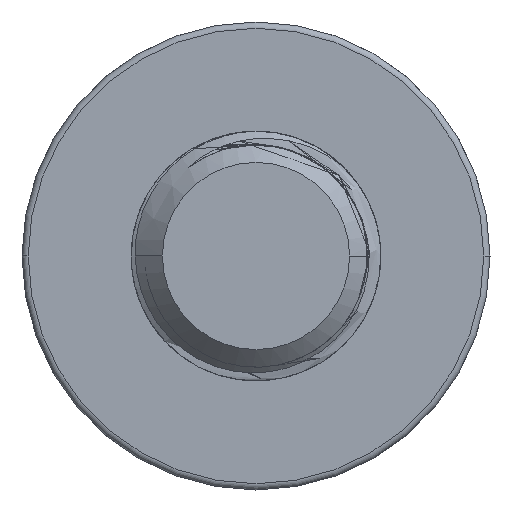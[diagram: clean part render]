
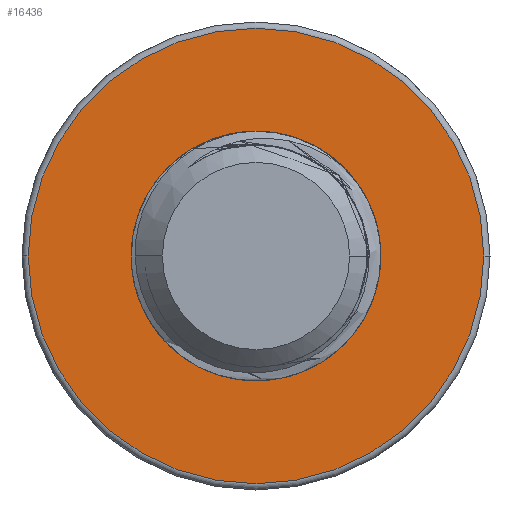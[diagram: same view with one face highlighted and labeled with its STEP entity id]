
A CAD part, left-side view. The second image highlights one B-rep face of the part: STEP entity #16436.
In plain terms, the highlighted planar face has unit normal (-1, 0, 0).
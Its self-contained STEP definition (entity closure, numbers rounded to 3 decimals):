
#74 = CARTESIAN_POINT ( 'NONE',  ( 14.993, -2.862, -2.868 ) ) ;
#458 = CARTESIAN_POINT ( 'NONE',  ( 14.993, -0.064, 0. ) ) ;
#651 = CARTESIAN_POINT ( 'NONE',  ( 14.993, 2.195, -3.309 ) ) ;
#1026 = CARTESIAN_POINT ( 'NONE',  ( 14.993, 3.936, 0. ) ) ;
#1264 = CARTESIAN_POINT ( 'NONE',  ( 14.993, 1.406, 3.727 ) ) ;
#1355 = CARTESIAN_POINT ( 'NONE',  ( 14.993, 1.82, 3.535 ) ) ;
#1578 = AXIS2_PLACEMENT_3D ( 'NONE', #4986, #3593, #3329 ) ;
#1991 = EDGE_CURVE ( 'NONE', #8803, #12363, #3372, .T. ) ;
#2026 = CARTESIAN_POINT ( 'NONE',  ( 14.993, 2.725, -2.876 ) ) ;
#2211 = CARTESIAN_POINT ( 'NONE',  ( 14.993, -1.522, -3.732 ) ) ;
#2298 = CARTESIAN_POINT ( 'NONE',  ( 14.993, -2.692, -3.024 ) ) ;
#2302 = VERTEX_POINT ( 'NONE', #6740 ) ;
#2394 = CARTESIAN_POINT ( 'NONE',  ( 14.993, 3.323, -2.177 ) ) ;
#2569 = CARTESIAN_POINT ( 'NONE',  ( 14.993, -3.311, -2.348 ) ) ;
#2652 = B_SPLINE_CURVE_WITH_KNOTS ( 'NONE', 3,
 ( #10507, #17652, #12359, #6567, #2394, #3686, #2026, #7698, #651, #12170, #9381, #12264, #6300, #4899, #3595, #16255, #3508, #14873, #14965, #2211, #17918, #6474, #15052, #2298, #74, #7025, #2569, #6933, #18190, #14024, #12725, #14114, #5443, #18373, #16888, #15408, #8252, #7123, #2937, #4042, #9834, #15593, #16984, #2661, #2847, #5350, #12819, #11146, #13931, #9742, #11054, #15683, #11411, #12452, #8533, #5622, #1264, #1355, #2755, #8346, #14208, #18096 ),
 .UNSPECIFIED., .F., .F.,
 ( 4, 2, 2, 2, 2, 2, 2, 2, 2, 2, 2, 2, 2, 2, 2, 2, 2, 2, 2, 2, 2, 2, 2, 2, 2, 2, 2, 2, 2, 2, 4 ),
 ( 0., 0.001, 0.003, 0.003, 0.004, 0.005, 0.005, 0.006, 0.007, 0.008, 0.008, 0.009, 0.01, 0.01, 0.011, 0.012, 0.012, 0.013, 0.014, 0.014, 0.015, 0.016, 0.016, 0.017, 0.018, 0.018, 0.019, 0.02, 0.02, 0.021, 0.022 ),
 .UNSPECIFIED. ) ;
#2661 = CARTESIAN_POINT ( 'NONE',  ( 14.993, -2.68, 3.035 ) ) ;
#2755 = CARTESIAN_POINT ( 'NONE',  ( 14.993, 2.018, 3.423 ) ) ;
#2847 = CARTESIAN_POINT ( 'NONE',  ( 14.993, -2.5, 3.181 ) ) ;
#2937 = CARTESIAN_POINT ( 'NONE',  ( 14.993, -3.751, 1.57 ) ) ;
#3329 = DIRECTION ( 'NONE',  ( 0., -1., 0. ) ) ;
#3372 = CIRCLE ( 'NONE', #17915, 7.3 ) ;
#3508 = CARTESIAN_POINT ( 'NONE',  ( 14.993, -0.412, -3.991 ) ) ;
#3593 = DIRECTION ( 'NONE',  ( -1., 0., 0. ) ) ;
#3595 = CARTESIAN_POINT ( 'NONE',  ( 14.993, 0.273, -3.992 ) ) ;
#3686 = CARTESIAN_POINT ( 'NONE',  ( 14.993, 2.885, -2.712 ) ) ;
#4004 = EDGE_CURVE ( 'NONE', #12363, #8803, #7135, .T. ) ;
#4042 = CARTESIAN_POINT ( 'NONE',  ( 14.993, -3.548, 1.979 ) ) ;
#4246 = DIRECTION ( 'NONE',  ( -1., 0., 0. ) ) ;
#4658 = VERTEX_POINT ( 'NONE', #6192 ) ;
#4899 = CARTESIAN_POINT ( 'NONE',  ( 14.993, 0.5, -3.967 ) ) ;
#4986 = CARTESIAN_POINT ( 'NONE',  ( 14.993, -0.064, 0. ) ) ;
#5350 = CARTESIAN_POINT ( 'NONE',  ( 14.993, -2.121, 3.438 ) ) ;
#5443 = CARTESIAN_POINT ( 'NONE',  ( 14.993, -4.046, -0.446 ) ) ;
#5622 = CARTESIAN_POINT ( 'NONE',  ( 14.993, 1.187, 3.806 ) ) ;
#5662 = DIRECTION ( 'NONE',  ( -1., 0., 0. ) ) ;
#5853 = CARTESIAN_POINT ( 'NONE',  ( 14.993, -0.064, 0. ) ) ;
#6192 = CARTESIAN_POINT ( 'NONE',  ( 14.993, 3.936, 0. ) ) ;
#6300 = CARTESIAN_POINT ( 'NONE',  ( 14.993, 0.951, -3.876 ) ) ;
#6474 = CARTESIAN_POINT ( 'NONE',  ( 14.993, -2.141, -3.427 ) ) ;
#6499 = FACE_BOUND ( 'NONE', #12831, .T. ) ;
#6567 = CARTESIAN_POINT ( 'NONE',  ( 14.993, 3.547, -1.78 ) ) ;
#6740 = CARTESIAN_POINT ( 'NONE',  ( 14.993, 2.738, 2.854 ) ) ;
#6910 = EDGE_CURVE ( 'NONE', #2302, #4658, #14650, .T. ) ;
#6933 = CARTESIAN_POINT ( 'NONE',  ( 14.993, -3.556, -1.965 ) ) ;
#7025 = CARTESIAN_POINT ( 'NONE',  ( 14.993, -3.172, -2.529 ) ) ;
#7113 = ORIENTED_EDGE ( 'NONE', *, *, #17080, .F. ) ;
#7123 = CARTESIAN_POINT ( 'NONE',  ( 14.993, -3.834, 1.358 ) ) ;
#7135 = CIRCLE ( 'NONE', #16337, 7.3 ) ;
#7698 = CARTESIAN_POINT ( 'NONE',  ( 14.993, 2.381, -3.174 ) ) ;
#8252 = CARTESIAN_POINT ( 'NONE',  ( 14.993, -3.964, 0.919 ) ) ;
#8346 = CARTESIAN_POINT ( 'NONE',  ( 14.993, 2.394, 3.163 ) ) ;
#8533 = CARTESIAN_POINT ( 'NONE',  ( 14.993, 0.746, 3.924 ) ) ;
#8577 = CARTESIAN_POINT ( 'NONE',  ( 14.993, -7.364, 0. ) ) ;
#8803 = VERTEX_POINT ( 'NONE', #8577 ) ;
#8822 = EDGE_LOOP ( 'NONE', ( #14993, #16492 ) ) ;
#9314 = DIRECTION ( 'NONE',  ( 1., 0., 0. ) ) ;
#9381 = CARTESIAN_POINT ( 'NONE',  ( 14.993, 1.596, -3.646 ) ) ;
#9742 = CARTESIAN_POINT ( 'NONE',  ( 14.993, -0.845, 3.93 ) ) ;
#9834 = CARTESIAN_POINT ( 'NONE',  ( 14.993, -3.428, 2.177 ) ) ;
#10124 = ORIENTED_EDGE ( 'NONE', *, *, #6910, .F. ) ;
#10370 = AXIS2_PLACEMENT_3D ( 'NONE', #1026, #9314, #13410 ) ;
#10507 = CARTESIAN_POINT ( 'NONE',  ( 14.993, 3.936, 0. ) ) ;
#11054 = CARTESIAN_POINT ( 'NONE',  ( 14.993, -0.621, 3.968 ) ) ;
#11146 = CARTESIAN_POINT ( 'NONE',  ( 14.993, -1.507, 3.738 ) ) ;
#11411 = CARTESIAN_POINT ( 'NONE',  ( 14.993, 0.067, 4.004 ) ) ;
#12170 = CARTESIAN_POINT ( 'NONE',  ( 14.993, 1.801, -3.546 ) ) ;
#12264 = CARTESIAN_POINT ( 'NONE',  ( 14.993, 1.171, -3.811 ) ) ;
#12359 = CARTESIAN_POINT ( 'NONE',  ( 14.993, 3.858, -0.911 ) ) ;
#12363 = VERTEX_POINT ( 'NONE', #14682 ) ;
#12452 = CARTESIAN_POINT ( 'NONE',  ( 14.993, 0.522, 3.963 ) ) ;
#12725 = CARTESIAN_POINT ( 'NONE',  ( 14.993, -3.911, -1.12 ) ) ;
#12819 = CARTESIAN_POINT ( 'NONE',  ( 14.993, -1.923, 3.55 ) ) ;
#12831 = EDGE_LOOP ( 'NONE', ( #10124, #7113 ) ) ;
#13410 = DIRECTION ( 'NONE',  ( 0., 1., 0. ) ) ;
#13776 = PLANE ( 'NONE',  #10370 ) ;
#13931 = CARTESIAN_POINT ( 'NONE',  ( 14.993, -1.288, 3.815 ) ) ;
#14024 = CARTESIAN_POINT ( 'NONE',  ( 14.993, -3.841, -1.337 ) ) ;
#14114 = CARTESIAN_POINT ( 'NONE',  ( 14.993, -4.013, -0.676 ) ) ;
#14208 = CARTESIAN_POINT ( 'NONE',  ( 14.993, 2.573, 3.016 ) ) ;
#14650 = CIRCLE ( 'NONE', #1578, 4. ) ;
#14682 = CARTESIAN_POINT ( 'NONE',  ( 14.993, 7.236, 0. ) ) ;
#14873 = CARTESIAN_POINT ( 'NONE',  ( 14.993, -0.867, -3.925 ) ) ;
#14965 = CARTESIAN_POINT ( 'NONE',  ( 14.993, -1.089, -3.873 ) ) ;
#14993 = ORIENTED_EDGE ( 'NONE', *, *, #1991, .T. ) ;
#15052 = CARTESIAN_POINT ( 'NONE',  ( 14.993, -2.332, -3.303 ) ) ;
#15408 = CARTESIAN_POINT ( 'NONE',  ( 14.993, -4.011, 0.692 ) ) ;
#15593 = CARTESIAN_POINT ( 'NONE',  ( 14.993, -3.158, 2.546 ) ) ;
#15610 = DIRECTION ( 'NONE',  ( 0., -1., 0. ) ) ;
#15683 = CARTESIAN_POINT ( 'NONE',  ( 14.993, -0.166, 4.005 ) ) ;
#16255 = CARTESIAN_POINT ( 'NONE',  ( 14.993, -0.182, -4.005 ) ) ;
#16337 = AXIS2_PLACEMENT_3D ( 'NONE', #5853, #5662, #16838 ) ;
#16436 = ADVANCED_FACE ( 'NONE', ( #6499, #16459 ), #13776, .F. ) ;
#16459 = FACE_OUTER_BOUND ( 'NONE', #8822, .T. ) ;
#16492 = ORIENTED_EDGE ( 'NONE', *, *, #4004, .T. ) ;
#16838 = DIRECTION ( 'NONE',  ( 0., -1., 0. ) ) ;
#16888 = CARTESIAN_POINT ( 'NONE',  ( 14.993, -4.064, 0.239 ) ) ;
#16984 = CARTESIAN_POINT ( 'NONE',  ( 14.993, -3.008, 2.718 ) ) ;
#17080 = EDGE_CURVE ( 'NONE', #4658, #2302, #2652, .T. ) ;
#17652 = CARTESIAN_POINT ( 'NONE',  ( 14.993, 3.936, -0.462 ) ) ;
#17915 = AXIS2_PLACEMENT_3D ( 'NONE', #458, #4246, #15610 ) ;
#17918 = CARTESIAN_POINT ( 'NONE',  ( 14.993, -1.735, -3.642 ) ) ;
#18096 = CARTESIAN_POINT ( 'NONE',  ( 14.993, 2.738, 2.854 ) ) ;
#18190 = CARTESIAN_POINT ( 'NONE',  ( 14.993, -3.664, -1.76 ) ) ;
#18373 = CARTESIAN_POINT ( 'NONE',  ( 14.993, -4.071, 0.011 ) ) ;
